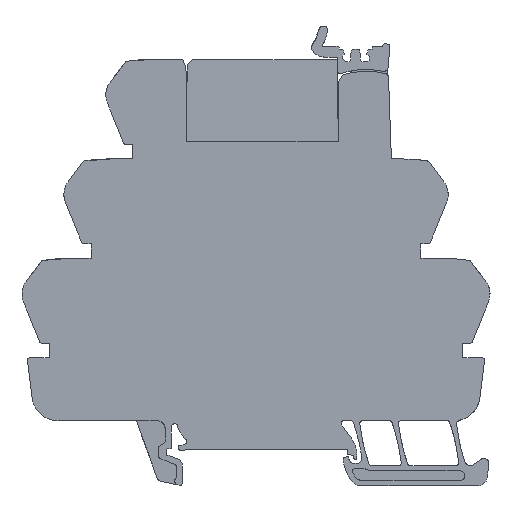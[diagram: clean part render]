
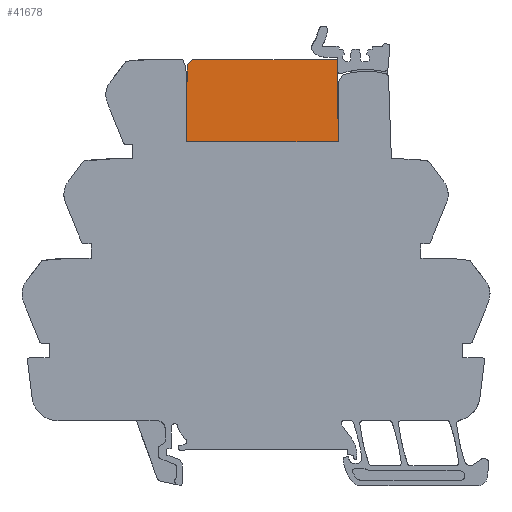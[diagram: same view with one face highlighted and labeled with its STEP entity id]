
A CAD part, left-side view. The second image highlights one B-rep face of the part: STEP entity #41678.
In plain terms, the highlighted planar face has unit normal (-1, 0, 0.011).
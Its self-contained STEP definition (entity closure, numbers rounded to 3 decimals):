
#41650=AXIS2_PLACEMENT_3D('Plane Axis2P3D',#41647,#41648,#41649) ;
#41552=CARTESIAN_POINT('Vertex',(0.1,28.98,65.7)) ;
#41566=CARTESIAN_POINT('Vertex',(0.264,29.145,81.4)) ;
#41569=CARTESIAN_POINT('Line Origine',(0.182,29.062,73.55)) ;
#41591=CARTESIAN_POINT('Vertex',(0.1,57.98,65.7)) ;
#41601=CARTESIAN_POINT('Line Origine',(0.1,43.48,65.7)) ;
#41647=CARTESIAN_POINT('Axis2P3D Location',(0.1,56.98,65.7)) ;
#41652=CARTESIAN_POINT('Line Origine',(0.259,57.316,80.9)) ;
#41656=CARTESIAN_POINT('Vertex',(0.254,57.826,80.4)) ;
#41658=CARTESIAN_POINT('Vertex',(0.264,56.805,81.4)) ;
#41661=CARTESIAN_POINT('Line Origine',(0.177,57.903,73.05)) ;
#41666=CARTESIAN_POINT('Line Origine',(0.264,42.975,81.4)) ;
#41570=DIRECTION('Vector Direction',(0.01,0.01,1.)) ;
#41602=DIRECTION('Vector Direction',(0.,-1.,0.)) ;
#41648=DIRECTION('Axis2P3D Direction',(1.,0.,-0.01)) ;
#41649=DIRECTION('Axis2P3D XDirection',(0.,-1.,0.)) ;
#41653=DIRECTION('Vector Direction',(-0.007,0.714,-0.7)) ;
#41662=DIRECTION('Vector Direction',(0.01,-0.01,1.)) ;
#41667=DIRECTION('Vector Direction',(0.,-1.,0.)) ;
#41571=VECTOR('Line Direction',#41570,1.) ;
#41603=VECTOR('Line Direction',#41602,1.) ;
#41654=VECTOR('Line Direction',#41653,1.) ;
#41663=VECTOR('Line Direction',#41662,1.) ;
#41668=VECTOR('Line Direction',#41667,1.) ;
#41672=ORIENTED_EDGE('',*,*,#41660,.F.) ;
#41673=ORIENTED_EDGE('',*,*,#41665,.F.) ;
#41674=ORIENTED_EDGE('',*,*,#41605,.F.) ;
#41675=ORIENTED_EDGE('',*,*,#41573,.F.) ;
#41676=ORIENTED_EDGE('',*,*,#41670,.F.) ;
#41678=ADVANCED_FACE('RSS-RELAIS',(#41677),#41651,.F.) ;
#41573=EDGE_CURVE('',#41567,#41553,#41572,.F.) ;
#41605=EDGE_CURVE('',#41553,#41592,#41604,.F.) ;
#41660=EDGE_CURVE('',#41657,#41659,#41655,.F.) ;
#41665=EDGE_CURVE('',#41592,#41657,#41664,.T.) ;
#41670=EDGE_CURVE('',#41659,#41567,#41669,.T.) ;
#41671=EDGE_LOOP('',(#41672,#41673,#41674,#41675,#41676)) ;
#41677=FACE_OUTER_BOUND('',#41671,.T.) ;
#41572=LINE('Line',#41569,#41571) ;
#41604=LINE('Line',#41601,#41603) ;
#41655=LINE('Line',#41652,#41654) ;
#41664=LINE('Line',#41661,#41663) ;
#41669=LINE('Line',#41666,#41668) ;
#41651=PLANE('',#41650) ;
#41553=VERTEX_POINT('',#41552) ;
#41567=VERTEX_POINT('',#41566) ;
#41592=VERTEX_POINT('',#41591) ;
#41657=VERTEX_POINT('',#41656) ;
#41659=VERTEX_POINT('',#41658) ;
